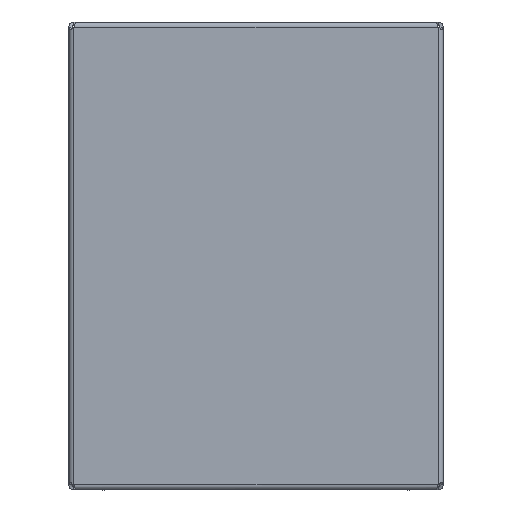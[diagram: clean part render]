
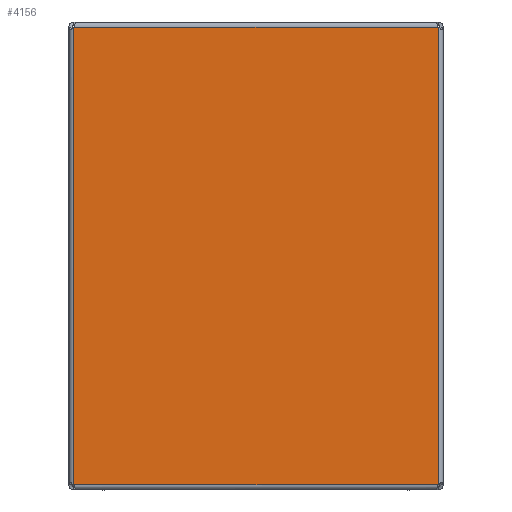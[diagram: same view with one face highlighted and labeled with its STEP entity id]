
A CAD part, front view. The second image highlights one B-rep face of the part: STEP entity #4156.
In plain terms, the highlighted planar face has unit normal (0, -1, 0).
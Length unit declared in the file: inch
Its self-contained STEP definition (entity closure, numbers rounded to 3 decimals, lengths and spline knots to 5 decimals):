
#102 = VERTEX_POINT ( 'NONE', #5469 ) ;
#500 = PLANE ( 'NONE',  #2795 ) ;
#659 = LINE ( 'NONE', #5889, #4593 ) ;
#706 = CARTESIAN_POINT ( 'NONE',  ( 5.83352, 0., -0.99806 ) ) ;
#873 = EDGE_CURVE ( 'NONE', #4605, #5053, #1507, .T. ) ;
#1035 = FACE_OUTER_BOUND ( 'NONE', #1832, .T. ) ;
#1451 = CARTESIAN_POINT ( 'NONE',  ( -14.9548, 0., -0.99806 ) ) ;
#1507 = LINE ( 'NONE', #6272, #4949 ) ;
#1573 = EDGE_CURVE ( 'NONE', #5053, #102, #3721, .T. ) ;
#1832 = EDGE_LOOP ( 'NONE', ( #7017, #7349, #7306, #4084 ) ) ;
#1974 = CARTESIAN_POINT ( 'NONE',  ( -5.83352, 0., 0. ) ) ;
#2213 = VECTOR ( 'NONE', #4928, 39.37008 ) ;
#2795 = AXIS2_PLACEMENT_3D ( 'NONE', #4118, #6999, #3389 ) ;
#3262 = DIRECTION ( 'NONE',  ( -1., 0., 0. ) ) ;
#3383 = CARTESIAN_POINT ( 'NONE',  ( 5.83352, 0., -15.66504 ) ) ;
#3389 = DIRECTION ( 'NONE',  ( 0., 0., -1. ) ) ;
#3721 = LINE ( 'NONE', #1451, #7469 ) ;
#4084 = ORIENTED_EDGE ( 'NONE', *, *, #1573, .T. ) ;
#4118 = CARTESIAN_POINT ( 'NONE',  ( -14.9548, 0., 0. ) ) ;
#4156 = ADVANCED_FACE ( 'NONE', ( #1035 ), #500, .T. ) ;
#4430 = LINE ( 'NONE', #1974, #2213 ) ;
#4593 = VECTOR ( 'NONE', #5308, 39.37008 ) ;
#4605 = VERTEX_POINT ( 'NONE', #3383 ) ;
#4928 = DIRECTION ( 'NONE',  ( 0., 0., -1. ) ) ;
#4949 = VECTOR ( 'NONE', #6162, 39.37008 ) ;
#5053 = VERTEX_POINT ( 'NONE', #706 ) ;
#5136 = EDGE_CURVE ( 'NONE', #102, #5967, #4430, .T. ) ;
#5308 = DIRECTION ( 'NONE',  ( 1., 0., 0. ) ) ;
#5469 = CARTESIAN_POINT ( 'NONE',  ( -5.83352, 0., -0.99806 ) ) ;
#5733 = CARTESIAN_POINT ( 'NONE',  ( -5.83352, 0., -15.66504 ) ) ;
#5889 = CARTESIAN_POINT ( 'NONE',  ( -14.9548, 0., -15.66504 ) ) ;
#5967 = VERTEX_POINT ( 'NONE', #5733 ) ;
#5996 = EDGE_CURVE ( 'NONE', #5967, #4605, #659, .T. ) ;
#6162 = DIRECTION ( 'NONE',  ( 0., 0., 1. ) ) ;
#6272 = CARTESIAN_POINT ( 'NONE',  ( 5.83352, 0., 0. ) ) ;
#6999 = DIRECTION ( 'NONE',  ( 0., -1., 0. ) ) ;
#7017 = ORIENTED_EDGE ( 'NONE', *, *, #5136, .T. ) ;
#7306 = ORIENTED_EDGE ( 'NONE', *, *, #873, .T. ) ;
#7349 = ORIENTED_EDGE ( 'NONE', *, *, #5996, .T. ) ;
#7469 = VECTOR ( 'NONE', #3262, 39.37008 ) ;
